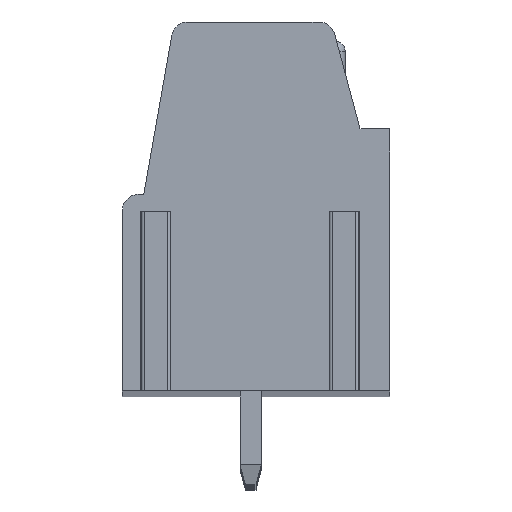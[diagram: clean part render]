
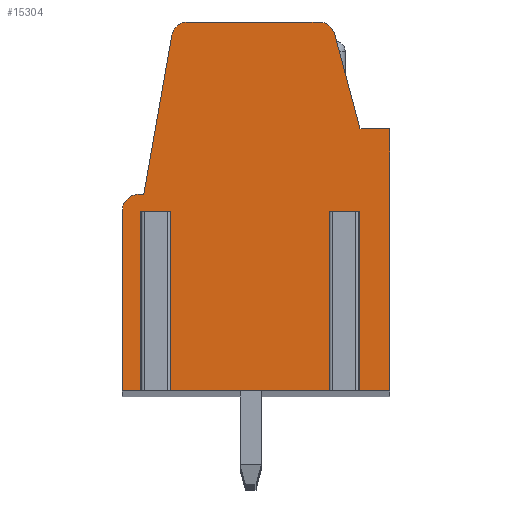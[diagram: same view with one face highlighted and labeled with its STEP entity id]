
A CAD part, top view. The second image highlights one B-rep face of the part: STEP entity #15304.
In plain terms, the highlighted planar face has unit normal (0, 0, 1).
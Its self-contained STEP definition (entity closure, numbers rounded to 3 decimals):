
#13=DIRECTION('',(-1.,0.,0.));
#14=VECTOR('',#13,0.62);
#15=CARTESIAN_POINT('',(3.61,-0.65,119.38));
#16=LINE('',#15,#14);
#17=DIRECTION('',(0.,1.,0.));
#18=VECTOR('',#17,6.7);
#19=CARTESIAN_POINT('',(2.99,-7.35,119.38));
#20=LINE('',#19,#18);
#21=DIRECTION('',(1.,0.,0.));
#22=VECTOR('',#21,6.43);
#23=CARTESIAN_POINT('',(-3.44,-7.35,119.38));
#24=LINE('',#23,#22);
#25=DIRECTION('',(0.,1.,0.));
#26=VECTOR('',#25,6.7);
#27=CARTESIAN_POINT('',(-3.44,-7.35,119.38));
#28=LINE('',#27,#26);
#29=DIRECTION('',(-1.,0.,0.));
#30=VECTOR('',#29,0.62);
#31=CARTESIAN_POINT('',(-3.44,-0.65,119.38));
#32=LINE('',#31,#30);
#33=DIRECTION('',(0.,1.,0.));
#34=VECTOR('',#33,6.7);
#35=CARTESIAN_POINT('',(-4.06,-7.35,119.38));
#36=LINE('',#35,#34);
#37=DIRECTION('',(1.,0.,0.));
#38=VECTOR('',#37,0.94);
#39=CARTESIAN_POINT('',(-5.,-7.35,119.38));
#40=LINE('',#39,#38);
#41=DIRECTION('',(0.,-1.,0.));
#42=VECTOR('',#41,6.75);
#43=CARTESIAN_POINT('',(-5.,-0.6,119.38));
#44=LINE('',#43,#42);
#45=CARTESIAN_POINT('',(-4.4,-0.6,119.38));
#46=DIRECTION('',(0.,0.,1.));
#47=DIRECTION('',(0.,1.,0.));
#48=AXIS2_PLACEMENT_3D('',#45,#46,#47);
#50=DIRECTION('',(-1.,0.,0.));
#51=VECTOR('',#50,0.2);
#52=CARTESIAN_POINT('',(-4.2,0.,119.38));
#53=LINE('',#52,#51);
#54=DIRECTION('',(-0.174,-0.985,0.));
#55=VECTOR('',#54,6.046);
#56=CARTESIAN_POINT('',(-3.15,5.954,119.38));
#57=LINE('',#56,#55);
#58=CARTESIAN_POINT('',(-2.559,5.85,119.38));
#59=DIRECTION('',(0.,0.,1.));
#60=DIRECTION('',(0.,1.,0.));
#61=AXIS2_PLACEMENT_3D('',#58,#59,#60);
#63=DIRECTION('',(-1.,0.,0.));
#64=VECTOR('',#63,4.917);
#65=CARTESIAN_POINT('',(2.358,6.45,119.38));
#66=LINE('',#65,#64);
#67=CARTESIAN_POINT('',(2.358,5.85,119.38));
#68=DIRECTION('',(0.,0.,1.));
#69=DIRECTION('',(0.966,0.259,0.));
#70=AXIS2_PLACEMENT_3D('',#67,#68,#69);
#72=DIRECTION('',(-0.259,0.966,0.));
#73=VECTOR('',#72,3.681);
#74=CARTESIAN_POINT('',(3.89,2.45,119.38));
#75=LINE('',#74,#73);
#76=DIRECTION('',(-1.,0.,0.));
#77=VECTOR('',#76,1.11);
#78=CARTESIAN_POINT('',(5.,2.45,119.38));
#79=LINE('',#78,#77);
#80=DIRECTION('',(0.,1.,0.));
#81=VECTOR('',#80,9.8);
#82=CARTESIAN_POINT('',(5.,-7.35,119.38));
#83=LINE('',#82,#81);
#84=DIRECTION('',(1.,0.,0.));
#85=VECTOR('',#84,1.39);
#86=CARTESIAN_POINT('',(3.61,-7.35,119.38));
#87=LINE('',#86,#85);
#88=DIRECTION('',(0.,1.,0.));
#89=VECTOR('',#88,6.7);
#90=CARTESIAN_POINT('',(3.61,-7.35,119.38));
#91=LINE('',#90,#89);
#12103=CARTESIAN_POINT('',(-5.,-0.6,119.38));
#12104=CARTESIAN_POINT('',(-5.,-7.35,119.38));
#12105=VERTEX_POINT('',#12103);
#12106=VERTEX_POINT('',#12104);
#12107=CARTESIAN_POINT('',(5.,-7.35,119.38));
#12108=CARTESIAN_POINT('',(5.,2.45,119.38));
#12109=VERTEX_POINT('',#12107);
#12110=VERTEX_POINT('',#12108);
#12111=CARTESIAN_POINT('',(3.89,2.45,119.38));
#12112=VERTEX_POINT('',#12111);
#12113=CARTESIAN_POINT('',(2.937,6.005,119.38));
#12114=VERTEX_POINT('',#12113);
#12115=CARTESIAN_POINT('',(2.358,6.45,119.38));
#12116=VERTEX_POINT('',#12115);
#12117=CARTESIAN_POINT('',(-2.559,6.45,119.38));
#12118=VERTEX_POINT('',#12117);
#12119=CARTESIAN_POINT('',(-3.15,5.954,119.38));
#12120=VERTEX_POINT('',#12119);
#12121=CARTESIAN_POINT('',(-4.2,0.,119.38));
#12122=VERTEX_POINT('',#12121);
#12123=CARTESIAN_POINT('',(-4.4,0.,119.38));
#12124=VERTEX_POINT('',#12123);
#12243=CARTESIAN_POINT('',(3.61,-0.65,119.38));
#12244=CARTESIAN_POINT('',(2.99,-0.65,119.38));
#12245=VERTEX_POINT('',#12243);
#12246=VERTEX_POINT('',#12244);
#12247=CARTESIAN_POINT('',(-3.44,-0.65,119.38));
#12248=CARTESIAN_POINT('',(-4.06,-0.65,119.38));
#12249=VERTEX_POINT('',#12247);
#12250=VERTEX_POINT('',#12248);
#12251=CARTESIAN_POINT('',(-4.06,-7.35,119.38));
#12252=VERTEX_POINT('',#12251);
#12253=CARTESIAN_POINT('',(-3.44,-7.35,119.38));
#12254=VERTEX_POINT('',#12253);
#12255=CARTESIAN_POINT('',(3.61,-7.35,119.38));
#12256=VERTEX_POINT('',#12255);
#12257=CARTESIAN_POINT('',(2.99,-7.35,119.38));
#12258=VERTEX_POINT('',#12257);
#15259=CARTESIAN_POINT('',(0.,0.,119.38));
#15260=DIRECTION('',(0.,0.,1.));
#15261=DIRECTION('',(1.,0.,0.));
#15262=AXIS2_PLACEMENT_3D('',#15259,#15260,#15261);
#15263=PLANE('',#15262);
#15265=ORIENTED_EDGE('',*,*,#15264,.T.);
#15267=ORIENTED_EDGE('',*,*,#15266,.F.);
#15269=ORIENTED_EDGE('',*,*,#15268,.F.);
#15271=ORIENTED_EDGE('',*,*,#15270,.T.);
#15273=ORIENTED_EDGE('',*,*,#15272,.T.);
#15275=ORIENTED_EDGE('',*,*,#15274,.F.);
#15277=ORIENTED_EDGE('',*,*,#15276,.F.);
#15279=ORIENTED_EDGE('',*,*,#15278,.F.);
#15281=ORIENTED_EDGE('',*,*,#15280,.F.);
#15283=ORIENTED_EDGE('',*,*,#15282,.F.);
#15285=ORIENTED_EDGE('',*,*,#15284,.F.);
#15287=ORIENTED_EDGE('',*,*,#15286,.F.);
#15289=ORIENTED_EDGE('',*,*,#15288,.F.);
#15291=ORIENTED_EDGE('',*,*,#15290,.F.);
#15293=ORIENTED_EDGE('',*,*,#15292,.F.);
#15295=ORIENTED_EDGE('',*,*,#15294,.F.);
#15297=ORIENTED_EDGE('',*,*,#15296,.F.);
#15299=ORIENTED_EDGE('',*,*,#15298,.F.);
#15301=ORIENTED_EDGE('',*,*,#15300,.T.);
#15302=EDGE_LOOP('',(#15265,#15267,#15269,#15271,#15273,#15275,#15277,#15279,
#15281,#15283,#15285,#15287,#15289,#15291,#15293,#15295,#15297,#15299,#15301));
#15303=FACE_OUTER_BOUND('',#15302,.F.);
#49=CIRCLE('',#48,0.6);
#62=CIRCLE('',#61,0.6);
#71=CIRCLE('',#70,0.6);
#15264=EDGE_CURVE('',#12245,#12246,#16,.T.);
#15266=EDGE_CURVE('',#12258,#12246,#20,.T.);
#15268=EDGE_CURVE('',#12254,#12258,#24,.T.);
#15270=EDGE_CURVE('',#12254,#12249,#28,.T.);
#15272=EDGE_CURVE('',#12249,#12250,#32,.T.);
#15274=EDGE_CURVE('',#12252,#12250,#36,.T.);
#15276=EDGE_CURVE('',#12106,#12252,#40,.T.);
#15278=EDGE_CURVE('',#12105,#12106,#44,.T.);
#15280=EDGE_CURVE('',#12124,#12105,#49,.T.);
#15282=EDGE_CURVE('',#12122,#12124,#53,.T.);
#15284=EDGE_CURVE('',#12120,#12122,#57,.T.);
#15286=EDGE_CURVE('',#12118,#12120,#62,.T.);
#15288=EDGE_CURVE('',#12116,#12118,#66,.T.);
#15290=EDGE_CURVE('',#12114,#12116,#71,.T.);
#15292=EDGE_CURVE('',#12112,#12114,#75,.T.);
#15294=EDGE_CURVE('',#12110,#12112,#79,.T.);
#15296=EDGE_CURVE('',#12109,#12110,#83,.T.);
#15298=EDGE_CURVE('',#12256,#12109,#87,.T.);
#15300=EDGE_CURVE('',#12256,#12245,#91,.T.);
#15304=ADVANCED_FACE('',(#15303),#15263,.T.);
